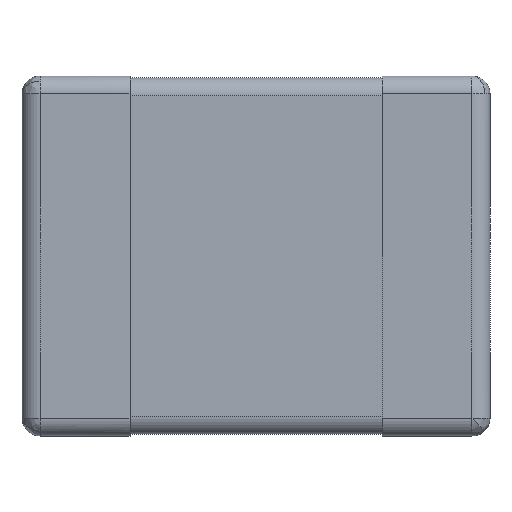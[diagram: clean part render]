
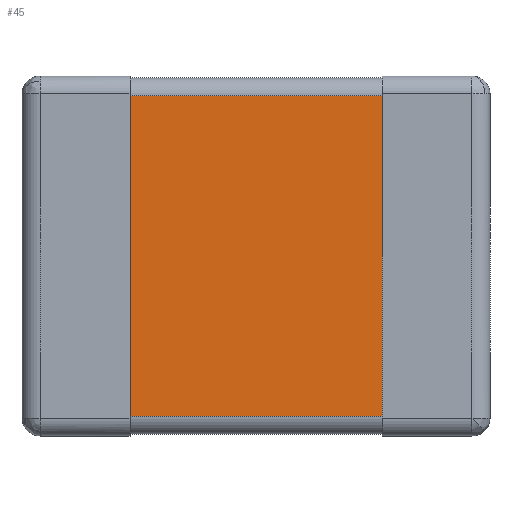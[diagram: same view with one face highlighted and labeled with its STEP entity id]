
A CAD part, front view. The second image highlights one B-rep face of the part: STEP entity #45.
In plain terms, the highlighted planar face has unit normal (0, -1, 0).
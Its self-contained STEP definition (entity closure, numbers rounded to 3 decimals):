
#4 = CARTESIAN_POINT ( 'NONE',  ( -0.7, 0.01, -0.89 ) ) ;
#13 = ORIENTED_EDGE ( 'NONE', *, *, #1315, .F. ) ;
#45 = ADVANCED_FACE ( 'NONE', ( #1152 ), #1576, .F. ) ;
#50 = VECTOR ( 'NONE', #798, 1000. ) ;
#107 = CARTESIAN_POINT ( 'NONE',  ( 0.7, 0.01, 0.89 ) ) ;
#115 = CARTESIAN_POINT ( 'NONE',  ( -0.7, 0.01, -0.89 ) ) ;
#206 = DIRECTION ( 'NONE',  ( -1., 0., 0. ) ) ;
#215 = VERTEX_POINT ( 'NONE', #107 ) ;
#294 = DIRECTION ( 'NONE',  ( 1., 0., 0. ) ) ;
#404 = EDGE_CURVE ( 'NONE', #1655, #215, #927, .T. ) ;
#440 = VECTOR ( 'NONE', #206, 1000. ) ;
#489 = EDGE_CURVE ( 'NONE', #1032, #215, #1514, .T. ) ;
#798 = DIRECTION ( 'NONE',  ( 0., 0., 1. ) ) ;
#841 = CARTESIAN_POINT ( 'NONE',  ( -0.7, 0.01, 0.89 ) ) ;
#870 = DIRECTION ( 'NONE',  ( 0., 1., 0. ) ) ;
#927 = LINE ( 'NONE', #841, #1773 ) ;
#1032 = VERTEX_POINT ( 'NONE', #2205 ) ;
#1105 = ORIENTED_EDGE ( 'NONE', *, *, #404, .F. ) ;
#1144 = LINE ( 'NONE', #1301, #2117 ) ;
#1152 = FACE_OUTER_BOUND ( 'NONE', #1476, .T. ) ;
#1278 = ORIENTED_EDGE ( 'NONE', *, *, #489, .T. ) ;
#1301 = CARTESIAN_POINT ( 'NONE',  ( -0.7, 0.01, 0. ) ) ;
#1315 = EDGE_CURVE ( 'NONE', #1032, #1540, #1414, .T. ) ;
#1414 = LINE ( 'NONE', #4, #440 ) ;
#1445 = AXIS2_PLACEMENT_3D ( 'NONE', #2339, #870, #1791 ) ;
#1476 = EDGE_LOOP ( 'NONE', ( #1105, #1776, #13, #1278 ) ) ;
#1514 = LINE ( 'NONE', #1728, #50 ) ;
#1540 = VERTEX_POINT ( 'NONE', #115 ) ;
#1576 = PLANE ( 'NONE',  #1445 ) ;
#1655 = VERTEX_POINT ( 'NONE', #2157 ) ;
#1668 = DIRECTION ( 'NONE',  ( 0., 0., 1. ) ) ;
#1728 = CARTESIAN_POINT ( 'NONE',  ( 0.7, 0.01, 0. ) ) ;
#1773 = VECTOR ( 'NONE', #294, 1000. ) ;
#1776 = ORIENTED_EDGE ( 'NONE', *, *, #2131, .F. ) ;
#1791 = DIRECTION ( 'NONE',  ( 0., 0., 1. ) ) ;
#2117 = VECTOR ( 'NONE', #1668, 1000. ) ;
#2131 = EDGE_CURVE ( 'NONE', #1540, #1655, #1144, .T. ) ;
#2157 = CARTESIAN_POINT ( 'NONE',  ( -0.7, 0.01, 0.89 ) ) ;
#2205 = CARTESIAN_POINT ( 'NONE',  ( 0.7, 0.01, -0.89 ) ) ;
#2339 = CARTESIAN_POINT ( 'NONE',  ( -0.7, 0.01, -0.99 ) ) ;
